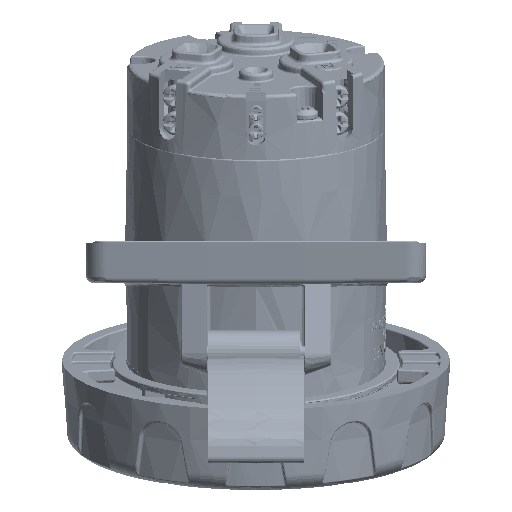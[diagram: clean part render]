
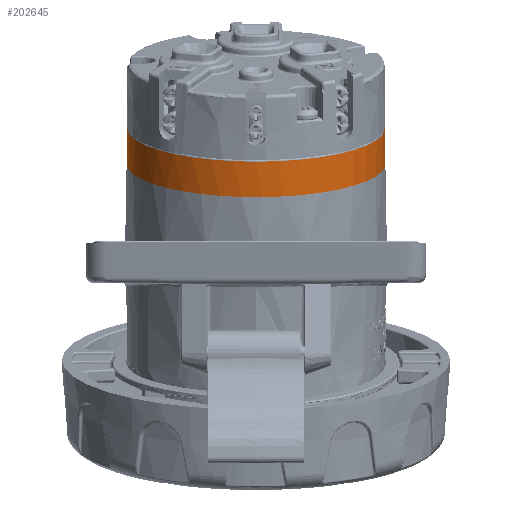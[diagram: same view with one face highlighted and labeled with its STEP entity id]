
A CAD part, top view. The second image highlights one B-rep face of the part: STEP entity #202645.
In plain terms, the highlighted conical face has half-angle 1 degrees and reference radius 38 mm.
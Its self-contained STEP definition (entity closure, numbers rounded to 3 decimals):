
#1745 = CARTESIAN_POINT ( 'NONE',  ( -65.889, 37.023, 10.018 ) ) ;
#1756 = CARTESIAN_POINT ( 'NONE',  ( -28.076, 37.023, 10.018 ) ) ;
#3346 = VERTEX_POINT ( 'NONE', #1745 ) ;
#3355 = CARTESIAN_POINT ( 'NONE',  ( -18.223, 17.158, 42.778 ) ) ;
#6038 = CARTESIAN_POINT ( 'NONE',  ( -2.965, 19.269, 34.9 ) ) ;
#17883 = B_SPLINE_CURVE_WITH_KNOTS ( 'NONE', 3,
 ( #205550, #75159, #34004, #251856, #201479, #36697, #120383, #183590, #246749, #58636, #142387, #80549, #164318, #129586, #257269, #45845, #150187, #151544, #233982, #3355, #192769, #194115, #254575, #27971, #6038, #70494, #213368, #190058, #154250, #152901, #44525, #128256, #255908, #25297 ),
 .UNSPECIFIED., .F., .F.,
 ( 4, 2, 2, 2, 2, 2, 2, 2, 2, 2, 2, 2, 2, 2, 2, 2, 4 ),
 ( 0., 0.062, 0.125, 0.187, 0.25, 0.312, 0.375, 0.437, 0.5, 0.562, 0.625, 0.687, 0.75, 0.813, 0.875, 0.938, 1. ),
 .UNSPECIFIED. ) ;
#19076 = ORIENTED_EDGE ( 'NONE', *, *, #199636, .T. ) ;
#21944 = LINE ( 'NONE', #105589, #228174 ) ;
#25072 = DIRECTION ( 'NONE',  ( 0., 0.966, 0.259 ) ) ;
#25297 = CARTESIAN_POINT ( 'NONE',  ( 9.924, 26.679, 7.246 ) ) ;
#27971 = CARTESIAN_POINT ( 'NONE',  ( -4.896, 18.859, 36.431 ) ) ;
#34004 = CARTESIAN_POINT ( 'NONE',  ( -65.831, 25.392, 12.051 ) ) ;
#36697 = CARTESIAN_POINT ( 'NONE',  ( -62.232, 22.321, 23.512 ) ) ;
#44240 = CARTESIAN_POINT ( 'NONE',  ( -66.076, 26.679, 7.246 ) ) ;
#44525 = CARTESIAN_POINT ( 'NONE',  ( 8.709, 24.129, 16.763 ) ) ;
#45845 = CARTESIAN_POINT ( 'NONE',  ( -33.05, 16.907, 43.715 ) ) ;
#46341 = CARTESIAN_POINT ( 'NONE',  ( 9.737, 37.023, 10.018 ) ) ;
#55235 = DIRECTION ( 'NONE',  ( 1., 0., 0. ) ) ;
#58636 = CARTESIAN_POINT ( 'NONE',  ( -53.187, 19.269, 34.9 ) ) ;
#67728 = FACE_OUTER_BOUND ( 'NONE', #195514, .T. ) ;
#70494 = CARTESIAN_POINT ( 'NONE',  ( 0.553, 20.18, 31.502 ) ) ;
#71112 = VERTEX_POINT ( 'NONE', #44240 ) ;
#72832 = CARTESIAN_POINT ( 'NONE',  ( -66.076, 26.679, 7.246 ) ) ;
#75159 = CARTESIAN_POINT ( 'NONE',  ( -66.076, 26.035, 9.649 ) ) ;
#80549 = CARTESIAN_POINT ( 'NONE',  ( -47.12, 18.144, 39.1 ) ) ;
#82713 = DIRECTION ( 'NONE',  ( 1., 0., 0. ) ) ;
#88614 = VECTOR ( 'NONE', #218439, 1000. ) ;
#95041 = DIRECTION ( 'NONE',  ( 0., -0.966, -0.259 ) ) ;
#103792 = EDGE_CURVE ( 'NONE', #3346, #71112, #155246, .T. ) ;
#105589 = CARTESIAN_POINT ( 'NONE',  ( 9.924, 26.679, 7.246 ) ) ;
#111757 = CARTESIAN_POINT ( 'NONE',  ( 9.924, 26.679, 7.246 ) ) ;
#114053 = VERTEX_POINT ( 'NONE', #111757 ) ;
#120383 = CARTESIAN_POINT ( 'NONE',  ( -61.054, 21.75, 25.641 ) ) ;
#126382 = ORIENTED_EDGE ( 'NONE', *, *, #200231, .F. ) ;
#128256 = CARTESIAN_POINT ( 'NONE',  ( 9.679, 25.392, 12.051 ) ) ;
#129586 = CARTESIAN_POINT ( 'NONE',  ( -40.32, 17.346, 42.077 ) ) ;
#133644 = AXIS2_PLACEMENT_3D ( 'NONE', #1756, #25072, #82713 ) ;
#140307 = CARTESIAN_POINT ( 'NONE',  ( -28.076, 26.679, 7.246 ) ) ;
#142387 = CARTESIAN_POINT ( 'NONE',  ( -51.256, 18.859, 36.431 ) ) ;
#150187 = CARTESIAN_POINT ( 'NONE',  ( -30.563, 16.844, 43.951 ) ) ;
#151544 = CARTESIAN_POINT ( 'NONE',  ( -25.589, 16.844, 43.951 ) ) ;
#152901 = CARTESIAN_POINT ( 'NONE',  ( 7.983, 23.51, 19.073 ) ) ;
#154250 = CARTESIAN_POINT ( 'NONE',  ( 6.08, 22.321, 23.512 ) ) ;
#154902 = CONICAL_SURFACE ( 'NONE', #220587, 38., 0.017 ) ;
#155246 = LINE ( 'NONE', #72832, #88614 ) ;
#159429 = VERTEX_POINT ( 'NONE', #46341 ) ;
#164318 = CARTESIAN_POINT ( 'NONE',  ( -44.916, 17.839, 40.238 ) ) ;
#164390 = CIRCLE ( 'NONE', #133644, 37.813 ) ;
#171375 = ORIENTED_EDGE ( 'NONE', *, *, #103792, .T. ) ;
#183590 = CARTESIAN_POINT ( 'NONE',  ( -58.29, 20.68, 29.636 ) ) ;
#190058 = CARTESIAN_POINT ( 'NONE',  ( 4.902, 21.75, 25.641 ) ) ;
#192769 = CARTESIAN_POINT ( 'NONE',  ( -15.832, 17.346, 42.077 ) ) ;
#194115 = CARTESIAN_POINT ( 'NONE',  ( -11.236, 17.839, 40.238 ) ) ;
#195514 = EDGE_LOOP ( 'NONE', ( #212904, #171375, #19076, #126382 ) ) ;
#199636 = EDGE_CURVE ( 'NONE', #71112, #114053, #17883, .T. ) ;
#200231 = EDGE_CURVE ( 'NONE', #159429, #114053, #21944, .T. ) ;
#201479 = CARTESIAN_POINT ( 'NONE',  ( -64.135, 23.51, 19.073 ) ) ;
#202645 = ADVANCED_FACE ( 'NONE', ( #67728 ), #154902, .T. ) ;
#205550 = CARTESIAN_POINT ( 'NONE',  ( -66.076, 26.679, 7.246 ) ) ;
#212904 = ORIENTED_EDGE ( 'NONE', *, *, #258606, .F. ) ;
#213368 = CARTESIAN_POINT ( 'NONE',  ( 2.138, 20.68, 29.636 ) ) ;
#218439 = DIRECTION ( 'NONE',  ( -0.017, -0.966, -0.259 ) ) ;
#220587 = AXIS2_PLACEMENT_3D ( 'NONE', #140307, #95041, #55235 ) ;
#228174 = VECTOR ( 'NONE', #236040, 1000. ) ;
#233982 = CARTESIAN_POINT ( 'NONE',  ( -23.102, 16.907, 43.715 ) ) ;
#236040 = DIRECTION ( 'NONE',  ( 0.017, -0.966, -0.259 ) ) ;
#246749 = CARTESIAN_POINT ( 'NONE',  ( -56.705, 20.18, 31.502 ) ) ;
#251856 = CARTESIAN_POINT ( 'NONE',  ( -64.861, 24.129, 16.763 ) ) ;
#254575 = CARTESIAN_POINT ( 'NONE',  ( -9.032, 18.144, 39.1 ) ) ;
#255908 = CARTESIAN_POINT ( 'NONE',  ( 9.924, 26.035, 9.649 ) ) ;
#257269 = CARTESIAN_POINT ( 'NONE',  ( -37.929, 17.158, 42.778 ) ) ;
#258606 = EDGE_CURVE ( 'NONE', #3346, #159429, #164390, .T. ) ;
